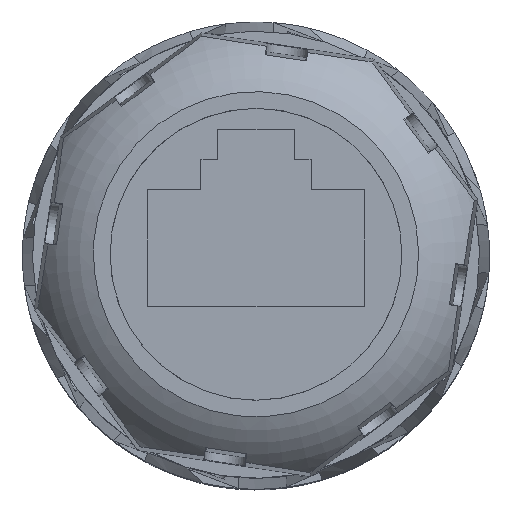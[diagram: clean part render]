
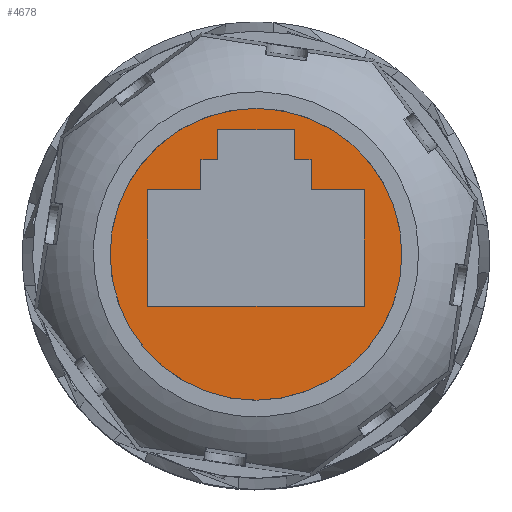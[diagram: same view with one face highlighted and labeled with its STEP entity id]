
A CAD part, top view. The second image highlights one B-rep face of the part: STEP entity #4678.
In plain terms, the highlighted planar face has unit normal (0, 0, 1).
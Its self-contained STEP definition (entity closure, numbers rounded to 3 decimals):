
#4140=FACE_BOUND('',#6159,.T.);
#4141=FACE_BOUND('',#6160,.T.);
#4678=ADVANCED_FACE('',(#4140,#4141),#5026,.F.);
#5026=PLANE('',#15356);
#6159=EDGE_LOOP('',(#9392));
#6160=EDGE_LOOP('',(#9393,#9394,#9395,#9396,#9397,#9398,#9399,#9400,#9401,
#9402,#9403,#9404));
#6585=CIRCLE('',#15272,11.);
#9392=ORIENTED_EDGE('',*,*,#12010,.T.);
#9393=ORIENTED_EDGE('',*,*,#12121,.T.);
#9394=ORIENTED_EDGE('',*,*,#12122,.T.);
#9395=ORIENTED_EDGE('',*,*,#12123,.T.);
#9396=ORIENTED_EDGE('',*,*,#12124,.T.);
#9397=ORIENTED_EDGE('',*,*,#12125,.T.);
#9398=ORIENTED_EDGE('',*,*,#12126,.T.);
#9399=ORIENTED_EDGE('',*,*,#12127,.T.);
#9400=ORIENTED_EDGE('',*,*,#12128,.T.);
#9401=ORIENTED_EDGE('',*,*,#12129,.T.);
#9402=ORIENTED_EDGE('',*,*,#12130,.T.);
#9403=ORIENTED_EDGE('',*,*,#12131,.T.);
#9404=ORIENTED_EDGE('',*,*,#12132,.T.);
#10560=VERTEX_POINT('',#23491);
#10638=VERTEX_POINT('',#23945);
#10639=VERTEX_POINT('',#23946);
#10640=VERTEX_POINT('',#23948);
#10641=VERTEX_POINT('',#23950);
#10642=VERTEX_POINT('',#23952);
#10643=VERTEX_POINT('',#23954);
#10644=VERTEX_POINT('',#23956);
#10645=VERTEX_POINT('',#23958);
#10646=VERTEX_POINT('',#23960);
#10647=VERTEX_POINT('',#23962);
#10648=VERTEX_POINT('',#23964);
#10649=VERTEX_POINT('',#23966);
#12010=EDGE_CURVE('',#10560,#10560,#6585,.T.);
#12121=EDGE_CURVE('',#10638,#10639,#12927,.T.);
#12122=EDGE_CURVE('',#10639,#10640,#12928,.T.);
#12123=EDGE_CURVE('',#10640,#10641,#12929,.T.);
#12124=EDGE_CURVE('',#10641,#10642,#12930,.T.);
#12125=EDGE_CURVE('',#10642,#10643,#12931,.T.);
#12126=EDGE_CURVE('',#10643,#10644,#12932,.T.);
#12127=EDGE_CURVE('',#10644,#10645,#12933,.T.);
#12128=EDGE_CURVE('',#10645,#10646,#12934,.T.);
#12129=EDGE_CURVE('',#10646,#10647,#12935,.T.);
#12130=EDGE_CURVE('',#10647,#10648,#12936,.T.);
#12131=EDGE_CURVE('',#10648,#10649,#12937,.T.);
#12132=EDGE_CURVE('',#10649,#10638,#12938,.T.);
#12927=LINE('',#23944,#13725);
#12928=LINE('',#23947,#13726);
#12929=LINE('',#23949,#13727);
#12930=LINE('',#23951,#13728);
#12931=LINE('',#23953,#13729);
#12932=LINE('',#23955,#13730);
#12933=LINE('',#23957,#13731);
#12934=LINE('',#23959,#13732);
#12935=LINE('',#23961,#13733);
#12936=LINE('',#23963,#13734);
#12937=LINE('',#23965,#13735);
#12938=LINE('',#23967,#13736);
#13725=VECTOR('',#17944,1.);
#13726=VECTOR('',#17945,1.);
#13727=VECTOR('',#17946,1.);
#13728=VECTOR('',#17947,1.);
#13729=VECTOR('',#17948,1.);
#13730=VECTOR('',#17949,1.);
#13731=VECTOR('',#17950,1.);
#13732=VECTOR('',#17951,1.);
#13733=VECTOR('',#17952,1.);
#13734=VECTOR('',#17953,1.);
#13735=VECTOR('',#17954,1.);
#13736=VECTOR('',#17955,1.);
#15272=AXIS2_PLACEMENT_3D('',#23490,#17726,#17727);
#15356=AXIS2_PLACEMENT_3D('',#23968,#17956,#17957);
#17726=DIRECTION('',(0.,0.,1.));
#17727=DIRECTION('',(-1.,0.,0.));
#17944=DIRECTION('',(1.,0.,0.));
#17945=DIRECTION('',(0.,1.,0.));
#17946=DIRECTION('',(1.,0.,0.));
#17947=DIRECTION('',(0.,1.,0.));
#17948=DIRECTION('',(1.,0.,0.));
#17949=DIRECTION('',(0.,-1.,0.));
#17950=DIRECTION('',(1.,0.,0.));
#17951=DIRECTION('',(0.,-1.,0.));
#17952=DIRECTION('',(1.,0.,0.));
#17953=DIRECTION('',(0.,-1.,0.));
#17954=DIRECTION('',(-1.,0.,0.));
#17955=DIRECTION('',(0.,1.,0.));
#17956=DIRECTION('',(0.,0.,-1.));
#17957=DIRECTION('',(-1.,0.,0.));
#23490=CARTESIAN_POINT('',(0.,0.,-43.848));
#23491=CARTESIAN_POINT('',(-11.,0.,-43.848));
#23944=CARTESIAN_POINT('',(-6.5,3.95,-43.848));
#23945=CARTESIAN_POINT('',(-6.5,3.95,-43.848));
#23946=CARTESIAN_POINT('',(-3.3,3.95,-43.848));
#23947=CARTESIAN_POINT('',(-3.3,3.95,-43.848));
#23948=CARTESIAN_POINT('',(-3.3,5.75,-43.848));
#23949=CARTESIAN_POINT('',(-3.3,5.75,-43.848));
#23950=CARTESIAN_POINT('',(-2.3,5.75,-43.848));
#23951=CARTESIAN_POINT('',(-2.3,5.75,-43.848));
#23952=CARTESIAN_POINT('',(-2.3,7.55,-43.848));
#23953=CARTESIAN_POINT('',(-2.3,7.55,-43.848));
#23954=CARTESIAN_POINT('',(2.3,7.55,-43.848));
#23955=CARTESIAN_POINT('',(2.3,7.55,-43.848));
#23956=CARTESIAN_POINT('',(2.3,5.75,-43.848));
#23957=CARTESIAN_POINT('',(2.3,5.75,-43.848));
#23958=CARTESIAN_POINT('',(3.3,5.75,-43.848));
#23959=CARTESIAN_POINT('',(3.3,5.75,-43.848));
#23960=CARTESIAN_POINT('',(3.3,3.95,-43.848));
#23961=CARTESIAN_POINT('',(3.3,3.95,-43.848));
#23962=CARTESIAN_POINT('',(6.5,3.95,-43.848));
#23963=CARTESIAN_POINT('',(6.5,3.95,-43.848));
#23964=CARTESIAN_POINT('',(6.5,-3.05,-43.848));
#23965=CARTESIAN_POINT('',(6.5,-3.05,-43.848));
#23966=CARTESIAN_POINT('',(-6.5,-3.05,-43.848));
#23967=CARTESIAN_POINT('',(-6.5,-3.05,-43.848));
#23968=CARTESIAN_POINT('',(11.,0.,-43.848));
